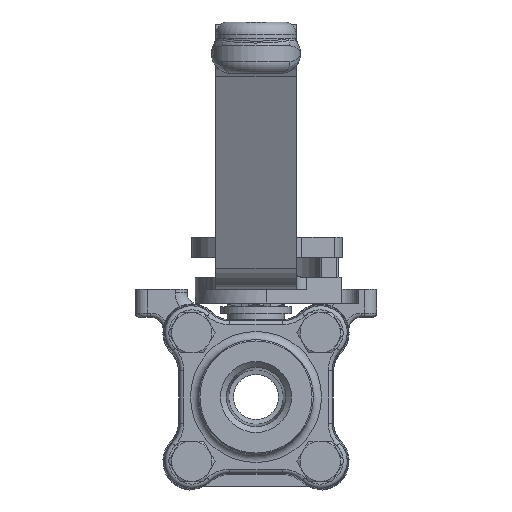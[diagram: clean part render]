
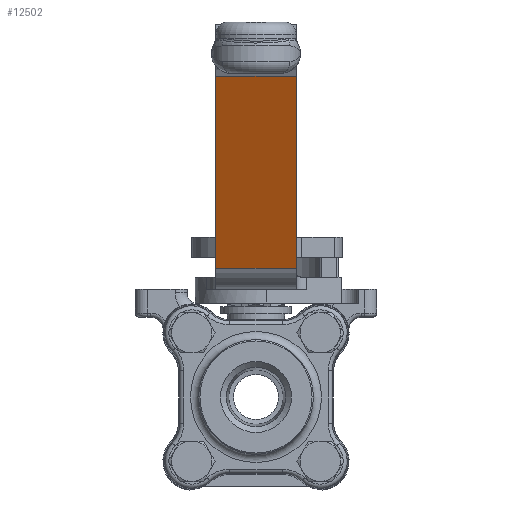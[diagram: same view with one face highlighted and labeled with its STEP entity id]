
A CAD part, front view. The second image highlights one B-rep face of the part: STEP entity #12502.
In plain terms, the highlighted face is planar.
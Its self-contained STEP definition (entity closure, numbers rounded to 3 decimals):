
#11292=CARTESIAN_POINT('',(29.757,-10.0,8.596));
#11293=VERTEX_POINT('',#11292);
#11301=CARTESIAN_POINT('',(51.848,-10.0,55.971));
#11302=VERTEX_POINT('',#11301);
#11303=CARTESIAN_POINT('',(51.848,-10.0,55.971));
#11304=DIRECTION('',(-0.423,0.0,-0.906));
#11305=VECTOR('',#11304,52.273);
#11306=LINE('',#11303,#11305);
#11307=EDGE_CURVE('',#11302,#11293,#11306,.T.);
#12459=CARTESIAN_POINT('',(29.757,10.0,8.596));
#12460=VERTEX_POINT('',#12459);
#12468=CARTESIAN_POINT('',(29.757,10.0,8.596));
#12469=DIRECTION('',(0.0,-1.0,0.0));
#12470=VECTOR('',#12469,20.0);
#12471=LINE('',#12468,#12470);
#12472=EDGE_CURVE('',#12460,#11293,#12471,.T.);
#12479=CARTESIAN_POINT('',(29.757,0.0,8.596));
#12480=DIRECTION('',(0.906,0.0,-0.423));
#12481=DIRECTION('',(-0.423,0.0,-0.906));
#12482=AXIS2_PLACEMENT_3D('',#12479,#12480,#12481);
#12483=PLANE('',#12482);
#12484=CARTESIAN_POINT('',(51.848,10.0,55.971));
#12485=VERTEX_POINT('',#12484);
#12486=CARTESIAN_POINT('',(29.757,10.0,8.596));
#12487=DIRECTION('',(0.423,0.0,0.906));
#12488=VECTOR('',#12487,52.273);
#12489=LINE('',#12486,#12488);
#12490=EDGE_CURVE('',#12460,#12485,#12489,.T.);
#12491=ORIENTED_EDGE('',*,*,#12490,.T.);
#12492=CARTESIAN_POINT('',(51.848,10.0,55.971));
#12493=DIRECTION('',(0.0,-1.0,0.0));
#12494=VECTOR('',#12493,20.0);
#12495=LINE('',#12492,#12494);
#12496=EDGE_CURVE('',#12485,#11302,#12495,.T.);
#12497=ORIENTED_EDGE('',*,*,#12496,.T.);
#12498=ORIENTED_EDGE('',*,*,#11307,.T.);
#12499=ORIENTED_EDGE('',*,*,#12472,.F.);
#12500=EDGE_LOOP('',(#12491,#12497,#12498,#12499));
#12501=FACE_OUTER_BOUND('',#12500,.T.);
#12502=ADVANCED_FACE('',(#12501),#12483,.T.);
